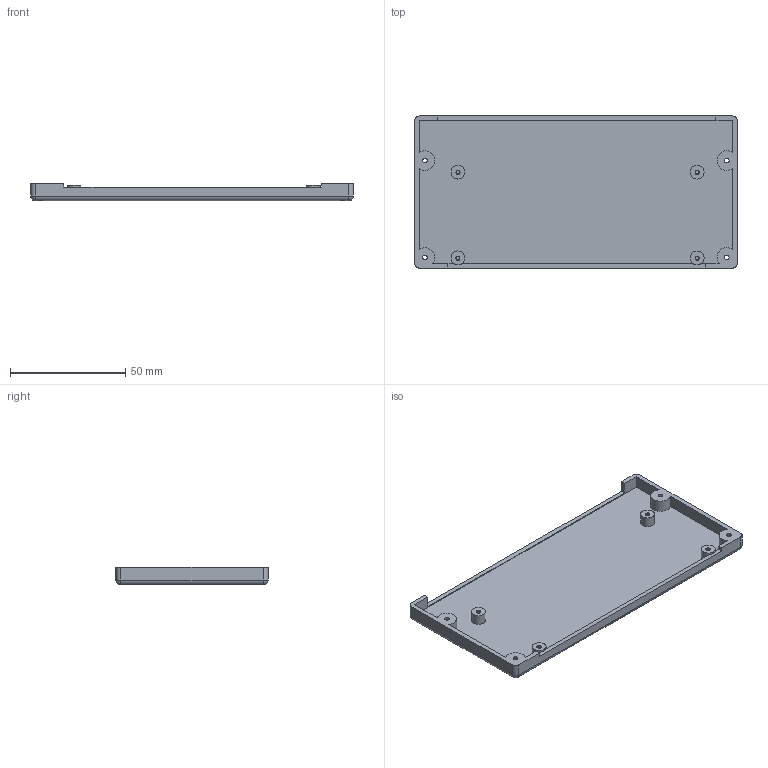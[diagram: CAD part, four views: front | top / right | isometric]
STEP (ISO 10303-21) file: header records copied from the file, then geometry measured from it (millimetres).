
FILE_DESCRIPTION(/* description */ ('','CAx-IF Rec.Pracs.---Representation and Presentation of Product Manufacturing Information (PMI)---4.0---2014-10-13'),/* implementation_level */ '2;1');
FILE_NAME(/* name */ 'BottomPanel.step',/* time_stamp */ '2025-01-27T16:48:13+01:00',/* author */ (''),/* organization */ (''),/* preprocessor_version */ 'ST-DEVELOPER v20',/* originating_system */ 'Autodesk Translation Framework v13.20.0.188',/* authorisation */ '');
FILE_SCHEMA (('AP242_MANAGED_MODEL_BASED_3D_ENGINEERING_MIM_LF { 1 0 10303 442 1 1 4 }'));
Length unit declared in the file: millimetre
Products named in the file (1): BottomPanel
Bounding box: 140.1 x 65.96 x 7.5 mm (x, y, z)
Volume: 21882.6 mm3; surface area: 22693.3 mm2
Topology: 1 solids, 1 shells, 139 faces, 379 edges, 248 vertices
Faces by surface type: cylinder 84, plane 36, bspline 11, cone 4, sphere 4
Full cylindrical faces by diameter (mm): 1.623 x12, 2 x4, 2.074 x8, 5 x4, 6 x4
Entity records: 8461 total; most frequent: CARTESIAN_POINT 5128, ORIENTED_EDGE 758, DIRECTION 577, EDGE_CURVE 379, VERTEX_POINT 248, AXIS2_PLACEMENT_3D 213, EDGE_LOOP 153, LINE 151
